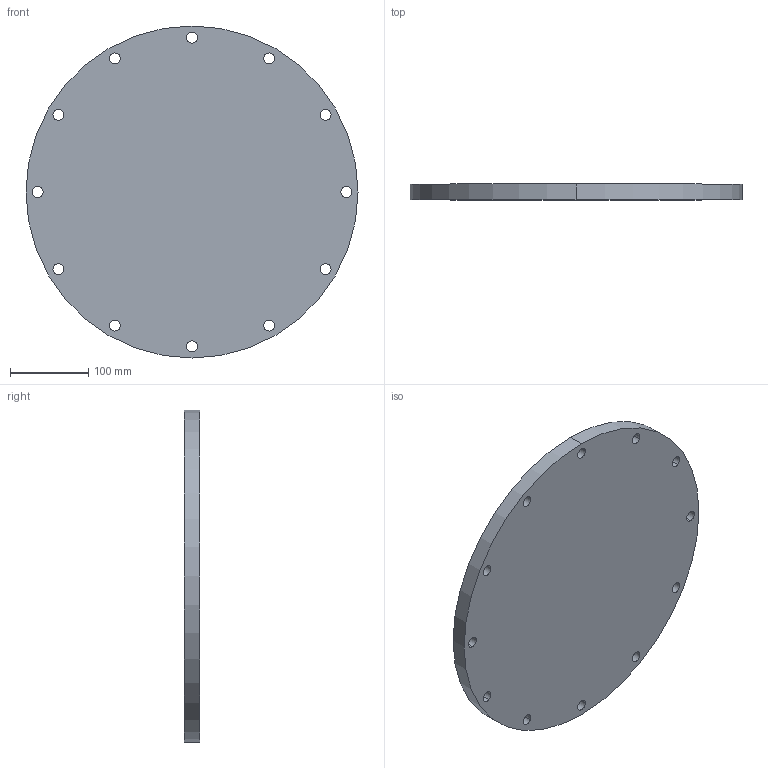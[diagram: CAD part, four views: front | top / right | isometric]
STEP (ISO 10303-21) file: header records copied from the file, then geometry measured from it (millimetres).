
FILE_DESCRIPTION (( 'STEP AP214' ), '1' );
FILE_NAME ('447-ISO-F-320-B.STEP', '2025-04-24T11:58:33', ( '' ), ( '' ), 'SwSTEP 2.0', 'SolidWorks 2022', '' );
FILE_SCHEMA (( 'AUTOMOTIVE_DESIGN' ));
Length unit declared in the file: millimetre
Products named in the file (1): 447-ISO-F-320-B
Bounding box: 425 x 20 x 425 mm (x, y, z)
Volume: 2778181.1 mm3; surface area: 326139.7 mm2
Topology: 1 solids, 1 shells, 34 faces, 90 edges, 60 vertices
Faces by surface type: cylinder 30, plane 4
Entity records: 1176 total; most frequent: DIRECTION 220, CARTESIAN_POINT 185, ORIENTED_EDGE 180, AXIS2_PLACEMENT_3D 95, EDGE_CURVE 90, VERTEX_POINT 60, EDGE_LOOP 60, CIRCLE 60
